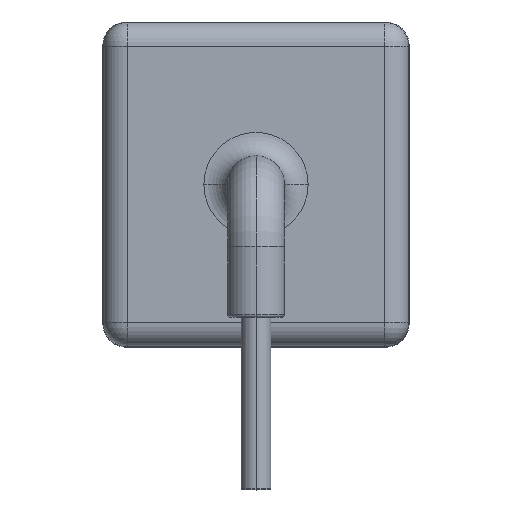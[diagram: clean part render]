
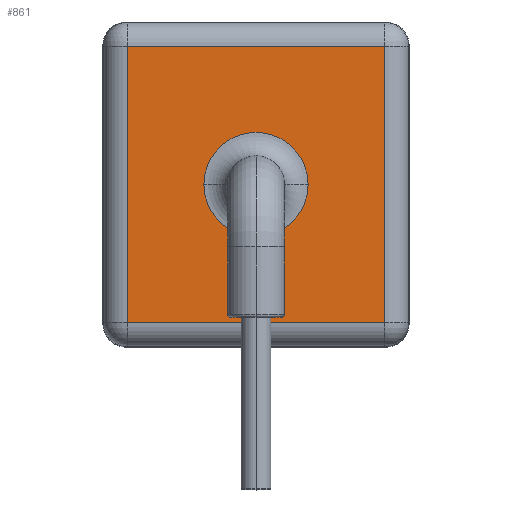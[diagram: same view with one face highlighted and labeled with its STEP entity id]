
A CAD part, top view. The second image highlights one B-rep face of the part: STEP entity #861.
In plain terms, the highlighted planar face has unit normal (0, 0, 1).
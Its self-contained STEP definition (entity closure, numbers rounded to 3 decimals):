
#71 = CIRCLE ( 'NONE', #1886, 2.199 ) ;
#74 = CIRCLE ( 'NONE', #1889, 2.199 ) ;
#161 = EDGE_CURVE ( 'NONE', #1703, #1705, #74, .T. ) ;
#164 = EDGE_CURVE ( 'NONE', #1705, #1703, #71, .T. ) ;
#170 = EDGE_CURVE ( 'NONE', #1741, #1746, #1180, .T. ) ;
#171 = EDGE_CURVE ( 'NONE', #1704, #1741, #1177, .T. ) ;
#172 = EDGE_CURVE ( 'NONE', #1746, #1760, #1174, .T. ) ;
#174 = EDGE_CURVE ( 'NONE', #1760, #1704, #1168, .T. ) ;
#214 = CARTESIAN_POINT ( 'NONE',  ( -5.439, -5.839, 2.5 ) ) ;
#219 = CARTESIAN_POINT ( 'NONE',  ( -5.439, 5.839, 2.5 ) ) ;
#287 = CARTESIAN_POINT ( 'NONE',  ( 5.439, -5.839, 2.5 ) ) ;
#310 = CARTESIAN_POINT ( 'NONE',  ( -2.199, 0., 2.5 ) ) ;
#311 = CARTESIAN_POINT ( 'NONE',  ( 5.439, 5.839, 2.5 ) ) ;
#339 = CARTESIAN_POINT ( 'NONE',  ( 2.199, 0., 2.5 ) ) ;
#565 = DIRECTION ( 'NONE',  ( -1., 0., 0. ) ) ;
#566 = DIRECTION ( 'NONE',  ( 0., 0., -1. ) ) ;
#567 = CARTESIAN_POINT ( 'NONE',  ( 0., 0., 2.5 ) ) ;
#568 = PLANE ( 'NONE',  #1043 ) ;
#861 = ADVANCED_FACE ( 'NONE', ( #1056, #1045 ), #568, .F. ) ;
#1043 = AXIS2_PLACEMENT_3D ( 'NONE', #567, #566, #565 ) ;
#1045 = FACE_OUTER_BOUND ( 'NONE', #1767, .T. ) ;
#1056 = FACE_BOUND ( 'NONE', #1765, .T. ) ;
#1166 = DIRECTION ( 'NONE',  ( 0., 1., 0. ) ) ;
#1167 = CARTESIAN_POINT ( 'NONE',  ( 5.439, 0., 2.5 ) ) ;
#1168 = LINE ( 'NONE', #1167, #1877 ) ;
#1172 = DIRECTION ( 'NONE',  ( 1., 0., 0. ) ) ;
#1173 = CARTESIAN_POINT ( 'NONE',  ( 0., -5.839, 2.5 ) ) ;
#1174 = LINE ( 'NONE', #1173, #1880 ) ;
#1175 = DIRECTION ( 'NONE',  ( -1., 0., 0. ) ) ;
#1176 = CARTESIAN_POINT ( 'NONE',  ( 0., 5.839, 2.5 ) ) ;
#1177 = LINE ( 'NONE', #1176, #1881 ) ;
#1178 = DIRECTION ( 'NONE',  ( 0., -1., 0. ) ) ;
#1179 = CARTESIAN_POINT ( 'NONE',  ( -5.439, 0., 2.5 ) ) ;
#1180 = LINE ( 'NONE', #1179, #1882 ) ;
#1212 = DIRECTION ( 'NONE',  ( -1., 0., 0. ) ) ;
#1213 = DIRECTION ( 'NONE',  ( 0., 0., -1. ) ) ;
#1214 = CARTESIAN_POINT ( 'NONE',  ( 0., 0., 2.5 ) ) ;
#1221 = DIRECTION ( 'NONE',  ( -1., 0., 0. ) ) ;
#1222 = DIRECTION ( 'NONE',  ( 0., 0., -1. ) ) ;
#1223 = CARTESIAN_POINT ( 'NONE',  ( 0., 0., 2.5 ) ) ;
#1461 = ORIENTED_EDGE ( 'NONE', *, *, #164, .T. ) ;
#1462 = ORIENTED_EDGE ( 'NONE', *, *, #161, .T. ) ;
#1463 = ORIENTED_EDGE ( 'NONE', *, *, #171, .T. ) ;
#1464 = ORIENTED_EDGE ( 'NONE', *, *, #172, .T. ) ;
#1465 = ORIENTED_EDGE ( 'NONE', *, *, #170, .T. ) ;
#1466 = ORIENTED_EDGE ( 'NONE', *, *, #174, .T. ) ;
#1703 = VERTEX_POINT ( 'NONE', #339 ) ;
#1704 = VERTEX_POINT ( 'NONE', #311 ) ;
#1705 = VERTEX_POINT ( 'NONE', #310 ) ;
#1741 = VERTEX_POINT ( 'NONE', #219 ) ;
#1746 = VERTEX_POINT ( 'NONE', #214 ) ;
#1760 = VERTEX_POINT ( 'NONE', #287 ) ;
#1765 = EDGE_LOOP ( 'NONE', ( #1461, #1462 ) ) ;
#1767 = EDGE_LOOP ( 'NONE', ( #1463, #1465, #1464, #1466 ) ) ;
#1877 = VECTOR ( 'NONE', #1166, 1000. ) ;
#1880 = VECTOR ( 'NONE', #1172, 1000. ) ;
#1881 = VECTOR ( 'NONE', #1175, 1000. ) ;
#1882 = VECTOR ( 'NONE', #1178, 1000. ) ;
#1886 = AXIS2_PLACEMENT_3D ( 'NONE', #1214, #1213, #1212 ) ;
#1889 = AXIS2_PLACEMENT_3D ( 'NONE', #1223, #1222, #1221 ) ;
